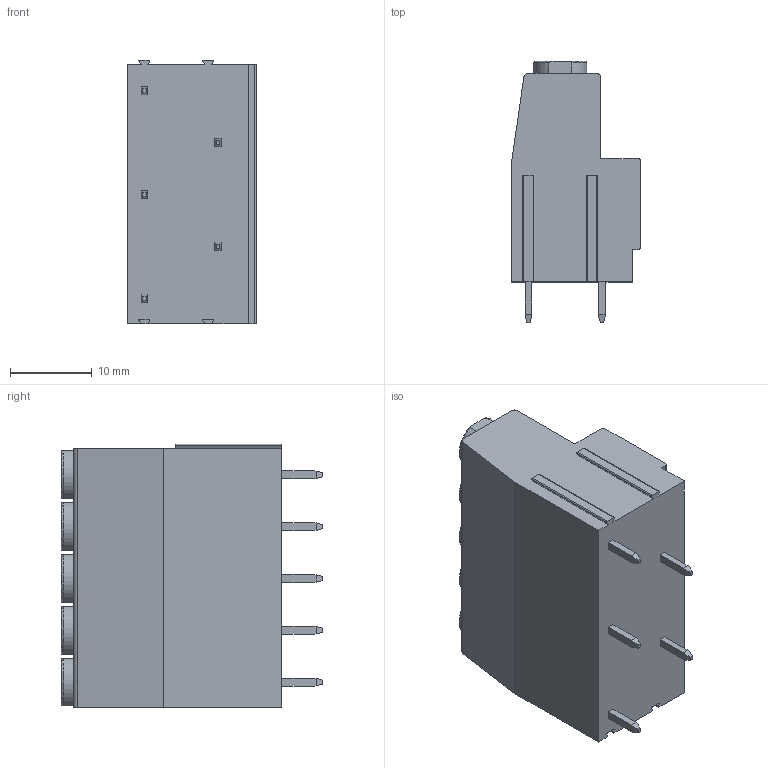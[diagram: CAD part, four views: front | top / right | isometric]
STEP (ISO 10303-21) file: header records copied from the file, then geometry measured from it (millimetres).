
FILE_DESCRIPTION((''),'2;1');
FILE_NAME('PRT0050','2024-10-21T',('yanfa'),(''),'PRO/ENGINEER BY PARAMETRIC TECHNOLOGY CORPORATION, 2009280','PRO/ENGINEER BY PARAMETRIC TECHNOLOGY CORPORATION, 2009280','');
FILE_SCHEMA(('AUTOMOTIVE_DESIGN_CC2 { 1 2 10303 214 -1 1 5 2 }'));
Length unit declared in the file: millimetre
Products named in the file (1): PRT0050
Bounding box: 15.85 x 32 x 32.35 mm (x, y, z)
Volume: 9466 mm3; surface area: 4751.1 mm2
Topology: 1 solids, 1 shells, 298 faces, 763 edges, 492 vertices
Faces by surface type: plane 182, cylinder 76, torus 20, cone 20
Entity records: 9251 total; most frequent: CARTESIAN_POINT 1903, ORIENTED_EDGE 1526, DIRECTION 1511, EDGE_CURVE 763, VECTOR 531, LINE 531, VERTEX_POINT 492, AXIS2_PLACEMENT_3D 490
